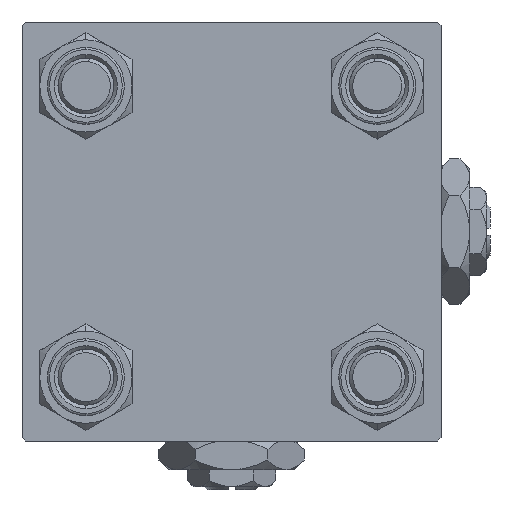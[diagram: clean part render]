
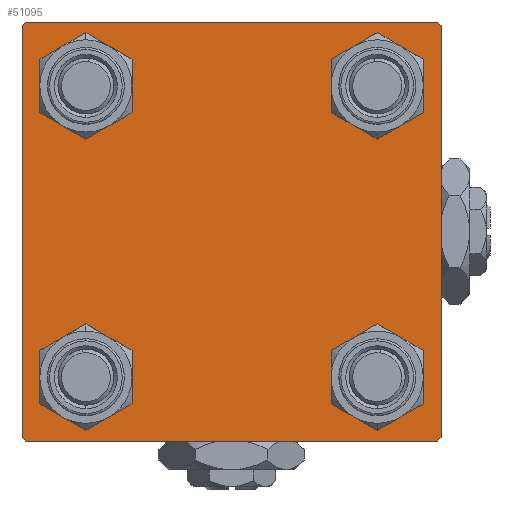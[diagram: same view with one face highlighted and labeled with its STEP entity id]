
A CAD part, left-side view. The second image highlights one B-rep face of the part: STEP entity #51095.
In plain terms, the highlighted planar face has unit normal (-1, 0, 0).
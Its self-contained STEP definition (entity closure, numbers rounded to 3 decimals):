
#159 = VERTEX_POINT ( 'NONE', #3051 ) ;
#198 = DIRECTION ( 'NONE',  ( 0., 0., 1. ) ) ;
#494 = DIRECTION ( 'NONE',  ( 0., 0., 1. ) ) ;
#1078 = VECTOR ( 'NONE', #50096, 1000. ) ;
#1277 = DIRECTION ( 'NONE',  ( 1., 0., 0. ) ) ;
#1542 = EDGE_CURVE ( 'NONE', #36857, #29652, #11502, .T. ) ;
#1842 = ORIENTED_EDGE ( 'NONE', *, *, #30052, .T. ) ;
#1945 = DIRECTION ( 'NONE',  ( 0., 0., 1. ) ) ;
#2103 = CARTESIAN_POINT ( 'NONE',  ( 0., -20.85, 25.35 ) ) ;
#2780 = PLANE ( 'NONE',  #31702 ) ;
#3051 = CARTESIAN_POINT ( 'NONE',  ( 0., 20.85, -16.35 ) ) ;
#3418 = DIRECTION ( 'NONE',  ( 1., 0., 0. ) ) ;
#3512 = DIRECTION ( 'NONE',  ( 1., 0., 0. ) ) ;
#3519 = DIRECTION ( 'NONE',  ( 0., 0.707, -0.707 ) ) ;
#3554 = CARTESIAN_POINT ( 'NONE',  ( 0., 29.75, -29.75 ) ) ;
#4440 = CARTESIAN_POINT ( 'NONE',  ( 0., 30., 30. ) ) ;
#4480 = DIRECTION ( 'NONE',  ( 1., 0., 0. ) ) ;
#4918 = CIRCLE ( 'NONE', #30382, 4.5 ) ;
#5091 = ORIENTED_EDGE ( 'NONE', *, *, #37803, .F. ) ;
#5269 = DIRECTION ( 'NONE',  ( 0., 0., 1. ) ) ;
#6449 = CARTESIAN_POINT ( 'NONE',  ( 0., 20.85, 16.35 ) ) ;
#6457 = ORIENTED_EDGE ( 'NONE', *, *, #36996, .T. ) ;
#6502 = DIRECTION ( 'NONE',  ( 0., -0.707, -0.707 ) ) ;
#6509 = CARTESIAN_POINT ( 'NONE',  ( 0., 30., -30. ) ) ;
#7283 = VERTEX_POINT ( 'NONE', #2103 ) ;
#7395 = CIRCLE ( 'NONE', #38828, 4.5 ) ;
#7584 = CARTESIAN_POINT ( 'NONE',  ( 0., 0., 0. ) ) ;
#7934 = CIRCLE ( 'NONE', #21493, 4.5 ) ;
#8432 = CIRCLE ( 'NONE', #33039, 4.5 ) ;
#9025 = DIRECTION ( 'NONE',  ( 0., 0., 1. ) ) ;
#9266 = DIRECTION ( 'NONE',  ( 0., 0., -1. ) ) ;
#9329 = CIRCLE ( 'NONE', #11044, 4.5 ) ;
#9511 = VECTOR ( 'NONE', #22728, 1000. ) ;
#9684 = ORIENTED_EDGE ( 'NONE', *, *, #42705, .F. ) ;
#9807 = VECTOR ( 'NONE', #31706, 1000. ) ;
#10134 = CARTESIAN_POINT ( 'NONE',  ( 0., -29.75, 29.75 ) ) ;
#10165 = CARTESIAN_POINT ( 'NONE',  ( 0., -20.85, -25.35 ) ) ;
#11044 = AXIS2_PLACEMENT_3D ( 'NONE', #21228, #4480, #494 ) ;
#11097 = AXIS2_PLACEMENT_3D ( 'NONE', #39928, #25186, #198 ) ;
#11502 = LINE ( 'NONE', #15225, #15633 ) ;
#12444 = CARTESIAN_POINT ( 'NONE',  ( 0., -20.85, 20.85 ) ) ;
#12466 = VERTEX_POINT ( 'NONE', #36590 ) ;
#13079 = AXIS2_PLACEMENT_3D ( 'NONE', #51395, #51925, #43684 ) ;
#13086 = ORIENTED_EDGE ( 'NONE', *, *, #13228, .T. ) ;
#13228 = EDGE_CURVE ( 'NONE', #159, #32481, #21577, .T. ) ;
#13439 = ORIENTED_EDGE ( 'NONE', *, *, #14961, .T. ) ;
#14961 = EDGE_CURVE ( 'NONE', #27317, #7283, #7934, .T. ) ;
#15225 = CARTESIAN_POINT ( 'NONE',  ( 0., 29.75, 29.75 ) ) ;
#15531 = LINE ( 'NONE', #6509, #9511 ) ;
#15583 = CARTESIAN_POINT ( 'NONE',  ( 0., 20.85, 25.35 ) ) ;
#15633 = VECTOR ( 'NONE', #3519, 1000. ) ;
#15966 = CIRCLE ( 'NONE', #27004, 4.5 ) ;
#16301 = VERTEX_POINT ( 'NONE', #28378 ) ;
#16457 = EDGE_LOOP ( 'NONE', ( #13086, #1842 ) ) ;
#17633 = CARTESIAN_POINT ( 'NONE',  ( 0., -29.75, -29.75 ) ) ;
#18230 = CARTESIAN_POINT ( 'NONE',  ( 0., -29.5, -30. ) ) ;
#18687 = LINE ( 'NONE', #50882, #9807 ) ;
#20164 = EDGE_CURVE ( 'NONE', #29652, #48970, #18687, .T. ) ;
#21228 = CARTESIAN_POINT ( 'NONE',  ( 0., 20.85, 20.85 ) ) ;
#21312 = ORIENTED_EDGE ( 'NONE', *, *, #39057, .T. ) ;
#21493 = AXIS2_PLACEMENT_3D ( 'NONE', #51938, #3512, #44469 ) ;
#21577 = CIRCLE ( 'NONE', #13079, 4.5 ) ;
#22170 = DIRECTION ( 'NONE',  ( 1., 0., 0. ) ) ;
#22624 = EDGE_CURVE ( 'NONE', #7283, #27317, #7395, .T. ) ;
#22670 = ORIENTED_EDGE ( 'NONE', *, *, #24782, .T. ) ;
#22728 = DIRECTION ( 'NONE',  ( 0., -1., 0. ) ) ;
#22744 = DIRECTION ( 'NONE',  ( -1., 0., 0. ) ) ;
#23238 = LINE ( 'NONE', #3554, #51792 ) ;
#23261 = DIRECTION ( 'NONE',  ( 0., 0., 1. ) ) ;
#24601 = VERTEX_POINT ( 'NONE', #34294 ) ;
#24782 = EDGE_CURVE ( 'NONE', #32714, #49459, #4918, .T. ) ;
#25186 = DIRECTION ( 'NONE',  ( 1., 0., 0. ) ) ;
#25483 = LINE ( 'NONE', #34252, #47814 ) ;
#26732 = VERTEX_POINT ( 'NONE', #50737 ) ;
#27004 = AXIS2_PLACEMENT_3D ( 'NONE', #50235, #1277, #5269 ) ;
#27317 = VERTEX_POINT ( 'NONE', #47319 ) ;
#27518 = FACE_BOUND ( 'NONE', #39230, .T. ) ;
#27618 = DIRECTION ( 'NONE',  ( 0., 0., 1. ) ) ;
#27783 = FACE_BOUND ( 'NONE', #16457, .T. ) ;
#28132 = DIRECTION ( 'NONE',  ( 0., -1., 0. ) ) ;
#28337 = EDGE_LOOP ( 'NONE', ( #50060, #42615, #30700, #47338, #5091, #38624, #9684, #28928 ) ) ;
#28378 = CARTESIAN_POINT ( 'NONE',  ( 0., 29.5, -30. ) ) ;
#28928 = ORIENTED_EDGE ( 'NONE', *, *, #1542, .T. ) ;
#29652 = VERTEX_POINT ( 'NONE', #32044 ) ;
#30052 = EDGE_CURVE ( 'NONE', #32481, #159, #15966, .T. ) ;
#30382 = AXIS2_PLACEMENT_3D ( 'NONE', #46462, #45471, #9025 ) ;
#30700 = ORIENTED_EDGE ( 'NONE', *, *, #49178, .T. ) ;
#30825 = VECTOR ( 'NONE', #51365, 1000. ) ;
#30979 = CARTESIAN_POINT ( 'NONE',  ( 0., -30., 29.5 ) ) ;
#31702 = AXIS2_PLACEMENT_3D ( 'NONE', #7584, #22744, #23261 ) ;
#31706 = DIRECTION ( 'NONE',  ( 0., 0., -1. ) ) ;
#32044 = CARTESIAN_POINT ( 'NONE',  ( 0., 30., 29.5 ) ) ;
#32481 = VERTEX_POINT ( 'NONE', #32651 ) ;
#32651 = CARTESIAN_POINT ( 'NONE',  ( 0., 20.85, -25.35 ) ) ;
#32714 = VERTEX_POINT ( 'NONE', #15583 ) ;
#32909 = LINE ( 'NONE', #4440, #49226 ) ;
#33039 = AXIS2_PLACEMENT_3D ( 'NONE', #38662, #22170, #1945 ) ;
#33807 = EDGE_CURVE ( 'NONE', #48970, #16301, #23238, .T. ) ;
#34018 = CIRCLE ( 'NONE', #11097, 4.5 ) ;
#34252 = CARTESIAN_POINT ( 'NONE',  ( 0., -30., 30. ) ) ;
#34294 = CARTESIAN_POINT ( 'NONE',  ( 0., -29.5, 30. ) ) ;
#34897 = VERTEX_POINT ( 'NONE', #10165 ) ;
#36590 = CARTESIAN_POINT ( 'NONE',  ( 0., -20.85, -16.35 ) ) ;
#36857 = VERTEX_POINT ( 'NONE', #51641 ) ;
#36996 = EDGE_CURVE ( 'NONE', #34897, #12466, #34018, .T. ) ;
#37803 = EDGE_CURVE ( 'NONE', #49927, #26732, #25483, .T. ) ;
#37969 = EDGE_LOOP ( 'NONE', ( #21312, #6457 ) ) ;
#38379 = LINE ( 'NONE', #17633, #1078 ) ;
#38624 = ORIENTED_EDGE ( 'NONE', *, *, #51772, .T. ) ;
#38662 = CARTESIAN_POINT ( 'NONE',  ( 0., -20.85, -20.85 ) ) ;
#38828 = AXIS2_PLACEMENT_3D ( 'NONE', #12444, #3418, #27618 ) ;
#39057 = EDGE_CURVE ( 'NONE', #12466, #34897, #8432, .T. ) ;
#39230 = EDGE_LOOP ( 'NONE', ( #22670, #45043 ) ) ;
#39928 = CARTESIAN_POINT ( 'NONE',  ( 0., -20.85, -20.85 ) ) ;
#42615 = ORIENTED_EDGE ( 'NONE', *, *, #33807, .T. ) ;
#42705 = EDGE_CURVE ( 'NONE', #36857, #24601, #32909, .T. ) ;
#43124 = LINE ( 'NONE', #10134, #30825 ) ;
#43684 = DIRECTION ( 'NONE',  ( 0., 0., 1. ) ) ;
#44190 = EDGE_CURVE ( 'NONE', #49459, #32714, #9329, .T. ) ;
#44469 = DIRECTION ( 'NONE',  ( 0., 0., 1. ) ) ;
#44656 = EDGE_LOOP ( 'NONE', ( #50917, #13439 ) ) ;
#45043 = ORIENTED_EDGE ( 'NONE', *, *, #44190, .T. ) ;
#45471 = DIRECTION ( 'NONE',  ( 1., 0., 0. ) ) ;
#46462 = CARTESIAN_POINT ( 'NONE',  ( 0., 20.85, 20.85 ) ) ;
#47319 = CARTESIAN_POINT ( 'NONE',  ( 0., -20.85, 16.35 ) ) ;
#47338 = ORIENTED_EDGE ( 'NONE', *, *, #51309, .T. ) ;
#47814 = VECTOR ( 'NONE', #9266, 1000. ) ;
#48245 = VERTEX_POINT ( 'NONE', #18230 ) ;
#48588 = CARTESIAN_POINT ( 'NONE',  ( 0., 30., -29.5 ) ) ;
#48970 = VERTEX_POINT ( 'NONE', #48588 ) ;
#49178 = EDGE_CURVE ( 'NONE', #16301, #48245, #15531, .T. ) ;
#49226 = VECTOR ( 'NONE', #28132, 1000. ) ;
#49459 = VERTEX_POINT ( 'NONE', #6449 ) ;
#49927 = VERTEX_POINT ( 'NONE', #30979 ) ;
#50060 = ORIENTED_EDGE ( 'NONE', *, *, #20164, .T. ) ;
#50096 = DIRECTION ( 'NONE',  ( 0., -0.707, 0.707 ) ) ;
#50235 = CARTESIAN_POINT ( 'NONE',  ( 0., 20.85, -20.85 ) ) ;
#50737 = CARTESIAN_POINT ( 'NONE',  ( 0., -30., -29.5 ) ) ;
#50882 = CARTESIAN_POINT ( 'NONE',  ( 0., 30., 30. ) ) ;
#50917 = ORIENTED_EDGE ( 'NONE', *, *, #22624, .T. ) ;
#51095 = ADVANCED_FACE ( 'NONE', ( #52000, #51476, #27783, #27518, #52265 ), #2780, .T. ) ;
#51309 = EDGE_CURVE ( 'NONE', #48245, #26732, #38379, .T. ) ;
#51365 = DIRECTION ( 'NONE',  ( 0., 0.707, 0.707 ) ) ;
#51395 = CARTESIAN_POINT ( 'NONE',  ( 0., 20.85, -20.85 ) ) ;
#51476 = FACE_BOUND ( 'NONE', #37969, .T. ) ;
#51641 = CARTESIAN_POINT ( 'NONE',  ( 0., 29.5, 30. ) ) ;
#51772 = EDGE_CURVE ( 'NONE', #49927, #24601, #43124, .T. ) ;
#51792 = VECTOR ( 'NONE', #6502, 1000. ) ;
#51925 = DIRECTION ( 'NONE',  ( 1., 0., 0. ) ) ;
#51938 = CARTESIAN_POINT ( 'NONE',  ( 0., -20.85, 20.85 ) ) ;
#52000 = FACE_BOUND ( 'NONE', #44656, .T. ) ;
#52265 = FACE_OUTER_BOUND ( 'NONE', #28337, .T. ) ;
